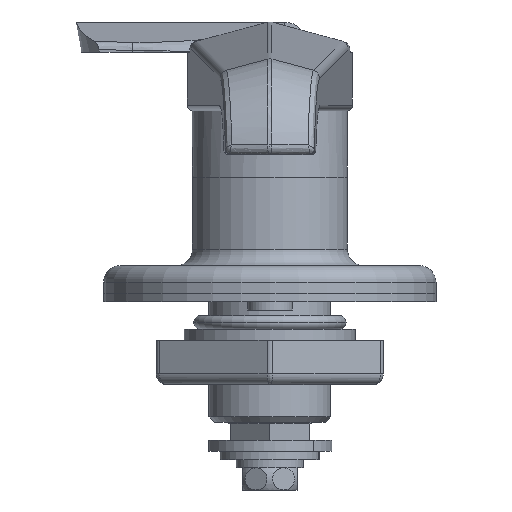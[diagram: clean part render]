
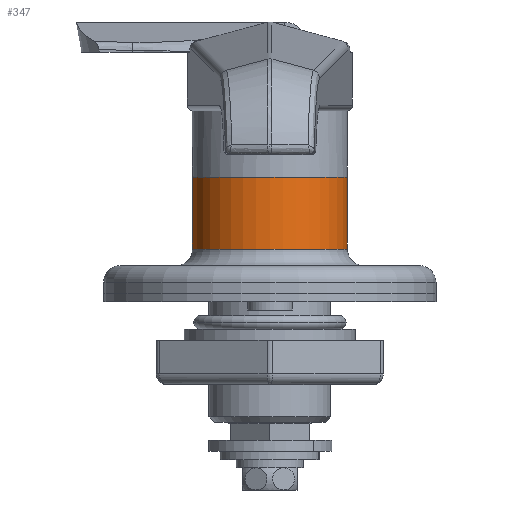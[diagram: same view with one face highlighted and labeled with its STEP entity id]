
A CAD part, front view. The second image highlights one B-rep face of the part: STEP entity #347.
In plain terms, the highlighted cylindrical face has radius 14 mm (diameter 28 mm), a partial arc.
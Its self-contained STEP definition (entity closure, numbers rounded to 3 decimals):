
#347 = ADVANCED_FACE ( 'NONE', ( #4377 ), #4384, .T. ) ;
#887 = CIRCLE ( 'NONE', #1770, 14. ) ;
#1561 = AXIS2_PLACEMENT_3D ( 'NONE', #10265, #10266, #10272 ) ;
#1770 = AXIS2_PLACEMENT_3D ( 'NONE', #12647, #12648, #12649 ) ;
#2087 = CARTESIAN_POINT ( 'NONE',  ( -21., 0., -14. ) ) ;
#2118 = CARTESIAN_POINT ( 'NONE',  ( -21., 0., 14. ) ) ;
#2633 = ORIENTED_EDGE ( 'NONE', *, *, #8715, .F. ) ;
#2634 = ORIENTED_EDGE ( 'NONE', *, *, #8684, .T. ) ;
#2636 = ORIENTED_EDGE ( 'NONE', *, *, #8717, .T. ) ;
#2637 = ORIENTED_EDGE ( 'NONE', *, *, #5155, .F. ) ;
#4268 = EDGE_LOOP ( 'NONE', ( #2633, #2634, #2636, #2637 ) ) ;
#4377 = FACE_OUTER_BOUND ( 'NONE', #4268, .T. ) ;
#4384 = CYLINDRICAL_SURFACE ( 'NONE', #1561, 14. ) ;
#5155 = EDGE_CURVE ( 'NONE', #13443, #13474, #5725, .T. ) ;
#5725 = CIRCLE ( 'NONE', #7292, 14. ) ;
#7292 = AXIS2_PLACEMENT_3D ( 'NONE', #11192, #11193, #11194 ) ;
#8684 = EDGE_CURVE ( 'NONE', #13202, #13230, #887, .T. ) ;
#8715 = EDGE_CURVE ( 'NONE', #13202, #13443, #11043, .T. ) ;
#8717 = EDGE_CURVE ( 'NONE', #13230, #13474, #11083, .T. ) ;
#10265 = CARTESIAN_POINT ( 'NONE',  ( -19.826, 0., 0. ) ) ;
#10266 = DIRECTION ( 'NONE',  ( -1., 0., 0. ) ) ;
#10272 = DIRECTION ( 'NONE',  ( 0., 0., 1. ) ) ;
#11043 = LINE ( 'NONE', #12724, #11081 ) ;
#11081 = VECTOR ( 'NONE', #12716, 1000. ) ;
#11083 = LINE ( 'NONE', #12723, #11087 ) ;
#11087 = VECTOR ( 'NONE', #12722, 1000. ) ;
#11192 = CARTESIAN_POINT ( 'NONE',  ( -21., 0., 0. ) ) ;
#11193 = DIRECTION ( 'NONE',  ( -1., 0., 0. ) ) ;
#11194 = DIRECTION ( 'NONE',  ( 0., 0., 1. ) ) ;
#12647 = CARTESIAN_POINT ( 'NONE',  ( -8., 0., 0. ) ) ;
#12648 = DIRECTION ( 'NONE',  ( -1., 0., 0. ) ) ;
#12649 = DIRECTION ( 'NONE',  ( 0., 0., -1. ) ) ;
#12716 = DIRECTION ( 'NONE',  ( -1., 0., 0. ) ) ;
#12722 = DIRECTION ( 'NONE',  ( -1., 0., 0. ) ) ;
#12723 = CARTESIAN_POINT ( 'NONE',  ( -19.826, 0., 14. ) ) ;
#12724 = CARTESIAN_POINT ( 'NONE',  ( -19.826, 0., -14. ) ) ;
#12770 = CARTESIAN_POINT ( 'NONE',  ( -8., 0., -14. ) ) ;
#12798 = CARTESIAN_POINT ( 'NONE',  ( -8., 0., 14. ) ) ;
#13202 = VERTEX_POINT ( 'NONE', #12770 ) ;
#13230 = VERTEX_POINT ( 'NONE', #12798 ) ;
#13443 = VERTEX_POINT ( 'NONE', #2087 ) ;
#13474 = VERTEX_POINT ( 'NONE', #2118 ) ;
